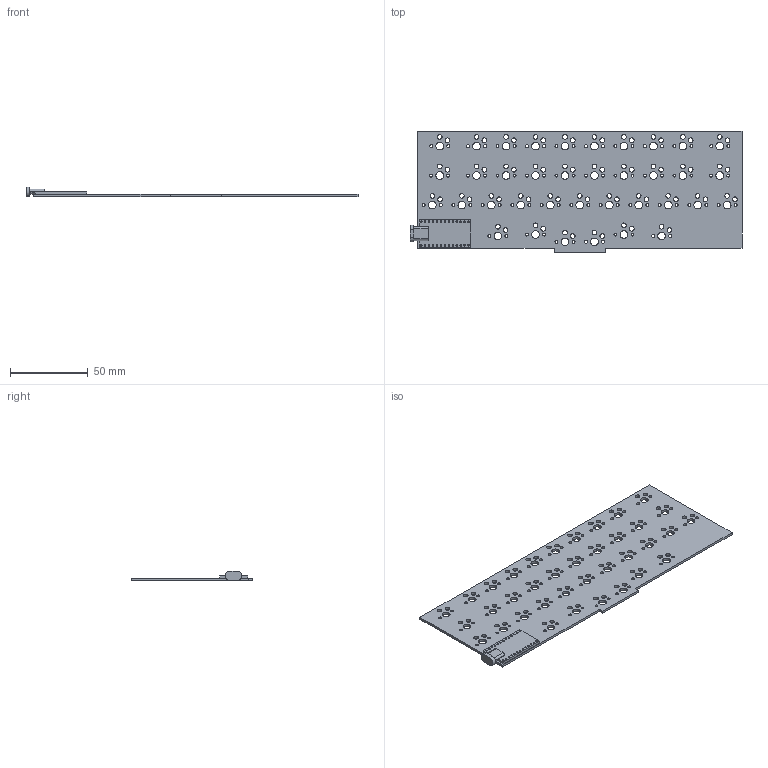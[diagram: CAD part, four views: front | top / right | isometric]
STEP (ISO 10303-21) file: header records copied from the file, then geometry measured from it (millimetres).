
FILE_DESCRIPTION(('KiCad electronic assembly'),'2;1');
FILE_NAME('draft.step','2025-02-07T10:14:47',('Pcbnew'),('Kicad'), 'Open CASCADE STEP processor 7.8','KiCad to STEP converter','Unknown' );
FILE_SCHEMA(('AUTOMOTIVE_DESIGN { 1 0 10303 214 1 1 1 1 }'));
Length unit declared in the file: millimetre
Products named in the file (4): draft 1; supermini-nrf52840_netdot; supermini-nrf52840; _autosave-Block_PCB
Assembly tree (3 placements, depth 3):
  draft 1
    supermini-nrf52840_netdot
      supermini-nrf52840
    _autosave-Block_PCB
Bounding box: 213.98 x 78.33 x 6.3 mm (x, y, z)
Volume: 24268.8 mm3; surface area: 34239.7 mm2
Topology: 2 solids, 2 shells, 266 faces, 783 edges, 522 vertices
Faces by surface type: cylinder 241, plane 25
Full cylindrical faces by diameter (mm): 1 x50, 1.9 x74, 3 x74, 5 x37
Entity records: 10145 total; most frequent: DIRECTION 1779, CARTESIAN_POINT 1601, ORIENTED_EDGE 1566, EDGE_CURVE 783, AXIS2_PLACEMENT_3D 752, FACE_BOUND 737, EDGE_LOOP 737, VERTEX_POINT 522
